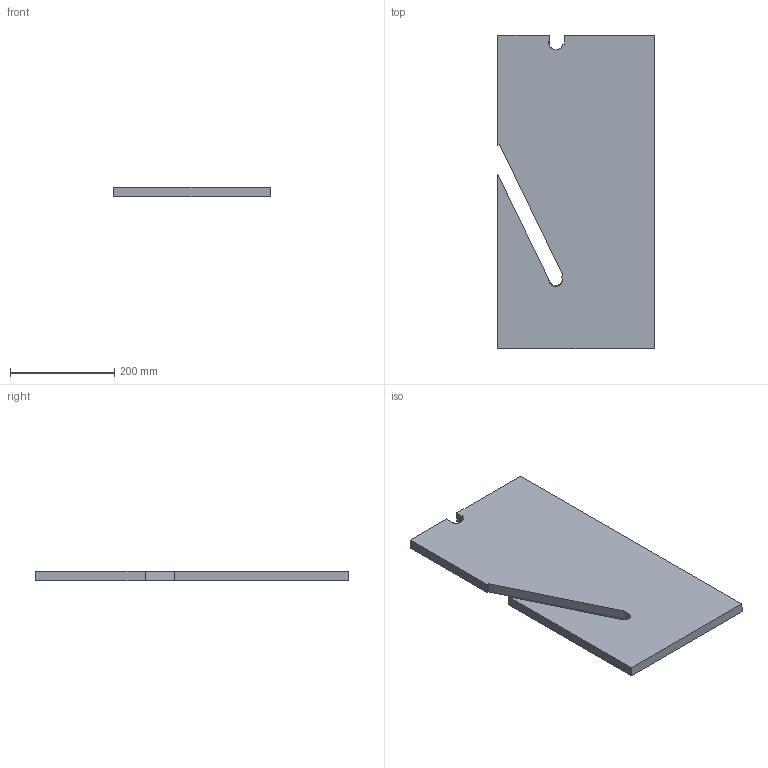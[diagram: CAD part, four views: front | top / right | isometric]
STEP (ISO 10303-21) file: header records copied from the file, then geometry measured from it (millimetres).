
FILE_DESCRIPTION (( 'STEP AP203' ), '1' );
FILE_NAME ('2NDRIGHT.STEP', '2024-05-10T05:07:29', ( '' ), ( '' ), 'SwSTEP 2.0', 'SolidWorks 2022', '' );
FILE_SCHEMA (( 'CONFIG_CONTROL_DESIGN' ));
Length unit declared in the file: millimetre
Products named in the file (1): 2NDRIGHT
Bounding box: 300 x 600 x 19 mm (x, y, z)
Volume: 3263833.5 mm3; surface area: 388214.4 mm2
Topology: 1 solids, 1 shells, 20 faces, 54 edges, 36 vertices
Faces by surface type: plane 15, bspline 5
Entity records: 764 total; most frequent: CARTESIAN_POINT 243, ORIENTED_EDGE 108, DIRECTION 69, EDGE_CURVE 54, LINE 37, VECTOR 37, VERTEX_POINT 36, ADVANCED_FACE 20
